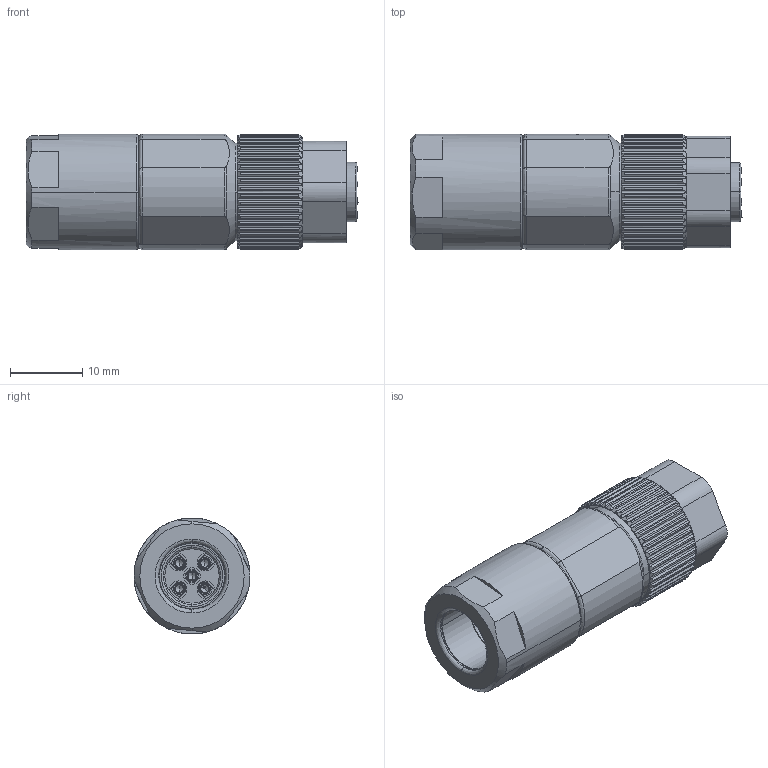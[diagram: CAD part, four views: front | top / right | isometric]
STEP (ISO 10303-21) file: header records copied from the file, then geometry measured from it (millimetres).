
FILE_DESCRIPTION (( 'STEP AP203' ), '1' );
FILE_NAME ('P156.STEP', '2020-05-12T06:27:36', ( 'edpusr' ), ( 'Microsoft' ), 'SwSTEP 2.0', 'SolidWorks 2015', '' );
FILE_SCHEMA (( 'CONFIG_CONTROL_DESIGN' ));
Length unit declared in the file: millimetre
Products named in the file (1): P156
Bounding box: 45.82 x 16 x 16 mm (x, y, z)
Volume: 6150 mm3; surface area: 11717.9 mm2
Topology: 5 solids, 6 shells, 1638 faces, 4569 edges, 2911 vertices
Faces by surface type: plane 683, cylinder 578, bspline 222, cone 155
Entity records: 80895 total; most frequent: CARTESIAN_POINT 40320, ORIENTED_EDGE 9090, DIRECTION 7995, EDGE_CURVE 4545, AXIS2_PLACEMENT_3D 2999, VERTEX_POINT 2911, LINE 1997, VECTOR 1997
